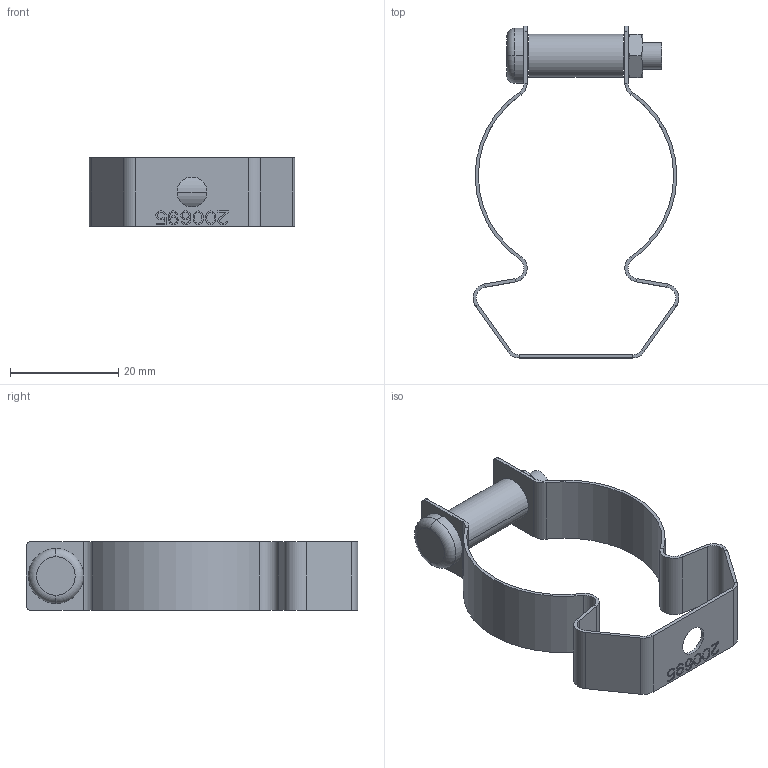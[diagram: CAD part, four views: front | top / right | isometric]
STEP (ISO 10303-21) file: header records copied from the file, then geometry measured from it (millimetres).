
FILE_DESCRIPTION((''),'2;1');
FILE_NAME('205261_ASM','2019-10-02T09:02:39',('pdmadmin'),('BANNER ENGINEERING'),'CREO PARAMETRIC BY PTC INC, 2018300','CREO PARAMETRIC BY PTC INC, 2018300','');
FILE_SCHEMA(('CONFIG_CONTROL_DESIGN'));
Length unit declared in the file: millimetre
Products named in the file (6): 200695; 109528; 33766; 203390; 200695_ASM; 205261_ASM
Assembly tree (5 placements, depth 3):
  205261_ASM
    200695_ASM
      200695
      109528
      33766
      203390
Bounding box: 37.96 x 61.19 x 12.7 mm (x, y, z)
Volume: 2641.3 mm3; surface area: 6138.5 mm2
Topology: 4 solids, 4 shells, 437 faces, 1148 edges, 730 vertices
Faces by surface type: plane 349, cylinder 54, cone 32, torus 2
Entity records: 13989 total; most frequent: CARTESIAN_POINT 3080, ORIENTED_EDGE 2296, DIRECTION 2118, EDGE_CURVE 1148, VECTOR 978, LINE 978, VERTEX_POINT 730, AXIS2_PLACEMENT_3D 570
